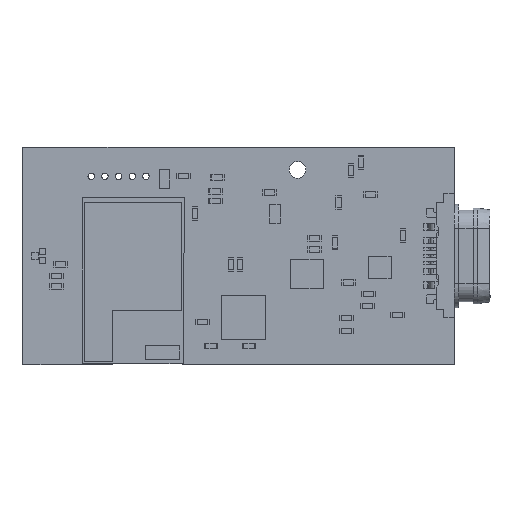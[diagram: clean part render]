
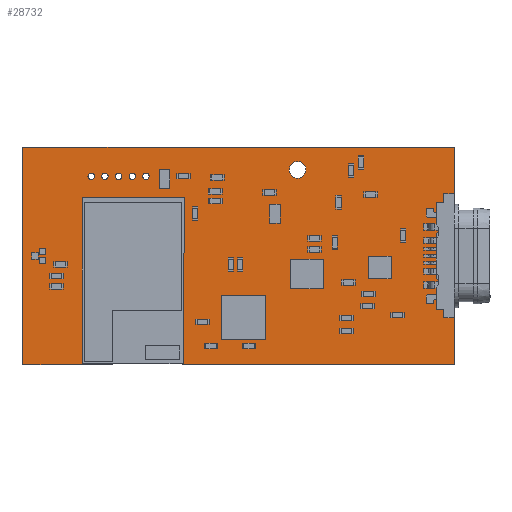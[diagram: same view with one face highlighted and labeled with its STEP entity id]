
A CAD part, top view. The second image highlights one B-rep face of the part: STEP entity #28732.
In plain terms, the highlighted planar face has unit normal (0, 0, 1).
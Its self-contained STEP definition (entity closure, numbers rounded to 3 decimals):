
#27987 = VERTEX_POINT('',#27988);
#27988 = CARTESIAN_POINT('',(0.,-0.075,
    0.));
#27994 = EDGE_CURVE('',#27987,#27995,#27997,.T.);
#27995 = VERTEX_POINT('',#27996);
#27996 = CARTESIAN_POINT('',(8.255,-0.075,0.
    ));
#27997 = LINE('',#27998,#27999);
#27998 = CARTESIAN_POINT('',(0.,-0.075,0.));
#27999 = VECTOR('',#28000,1.);
#28000 = DIRECTION('',(1.,0.,0.));
#28025 = EDGE_CURVE('',#27995,#28026,#28028,.T.);
#28026 = VERTEX_POINT('',#28027);
#28027 = CARTESIAN_POINT('',(8.328,-0.018,0.
    ));
#28028 = CIRCLE('',#28029,0.076);
#28029 = AXIS2_PLACEMENT_3D('',#28030,#28031,#28032);
#28030 = CARTESIAN_POINT('',(8.254,0.001,0.)
  );
#28031 = DIRECTION('',(0.,0.,1.));
#28032 = DIRECTION('',(0.009,-1.,0.));
#28058 = EDGE_CURVE('',#28026,#28059,#28061,.T.);
#28059 = VERTEX_POINT('',#28060);
#28060 = CARTESIAN_POINT('',(8.385,0.055,0.)
  );
#28061 = CIRCLE('',#28062,0.076);
#28062 = AXIS2_PLACEMENT_3D('',#28063,#28064,#28065);
#28063 = CARTESIAN_POINT('',(8.309,0.056,0.)
  );
#28064 = DIRECTION('',(0.,0.,1.));
#28065 = DIRECTION('',(0.251,-0.968,0.));
#28091 = EDGE_CURVE('',#28059,#28092,#28094,.T.);
#28092 = VERTEX_POINT('',#28093);
#28093 = CARTESIAN_POINT('',(8.385,4.905,0.));
#28094 = LINE('',#28095,#28096);
#28095 = CARTESIAN_POINT('',(8.385,0.055,0.)
  );
#28096 = VECTOR('',#28097,1.);
#28097 = DIRECTION('',(0.,1.,0.));
#28122 = EDGE_CURVE('',#28092,#28123,#28125,.T.);
#28123 = VERTEX_POINT('',#28124);
#28124 = CARTESIAN_POINT('',(14.798,4.905,0.));
#28125 = LINE('',#28126,#28127);
#28126 = CARTESIAN_POINT('',(8.385,4.905,0.));
#28127 = VECTOR('',#28128,1.);
#28128 = DIRECTION('',(1.,0.,0.));
#28153 = EDGE_CURVE('',#28123,#28154,#28156,.T.);
#28154 = VERTEX_POINT('',#28155);
#28155 = CARTESIAN_POINT('',(14.798,0.027,0.
    ));
#28156 = LINE('',#28157,#28158);
#28157 = CARTESIAN_POINT('',(14.798,4.905,0.));
#28158 = VECTOR('',#28159,1.);
#28159 = DIRECTION('',(0.,-1.,0.));
#28184 = EDGE_CURVE('',#28154,#28185,#28187,.T.);
#28185 = VERTEX_POINT('',#28186);
#28186 = CARTESIAN_POINT('',(14.835,-0.038,0.
    ));
#28187 = CIRCLE('',#28188,0.074);
#28188 = AXIS2_PLACEMENT_3D('',#28189,#28190,#28191);
#28189 = CARTESIAN_POINT('',(14.872,0.026,0.
    ));
#28190 = DIRECTION('',(0.,0.,1.));
#28191 = DIRECTION('',(-1.,0.011,0.));
#28217 = EDGE_CURVE('',#28185,#28218,#28220,.T.);
#28218 = VERTEX_POINT('',#28219);
#28219 = CARTESIAN_POINT('',(14.9,-0.075,0.
    ));
#28220 = CIRCLE('',#28221,0.074);
#28221 = AXIS2_PLACEMENT_3D('',#28222,#28223,#28224);
#28222 = CARTESIAN_POINT('',(14.899,-0.001,
    0.));
#28223 = DIRECTION('',(0.,0.,1.));
#28224 = DIRECTION('',(-0.865,-0.501,0.));
#28250 = EDGE_CURVE('',#28218,#28251,#28253,.T.);
#28251 = VERTEX_POINT('',#28252);
#28252 = CARTESIAN_POINT('',(40.,-0.075,0.));
#28253 = LINE('',#28254,#28255);
#28254 = CARTESIAN_POINT('',(14.9,-0.075,0.
    ));
#28255 = VECTOR('',#28256,1.);
#28256 = DIRECTION('',(1.,0.,0.));
#28281 = EDGE_CURVE('',#28251,#28282,#28284,.T.);
#28282 = VERTEX_POINT('',#28283);
#28283 = CARTESIAN_POINT('',(40.075,0.,
    0.));
#28284 = CIRCLE('',#28285,0.075);
#28285 = AXIS2_PLACEMENT_3D('',#28286,#28287,#28288);
#28286 = CARTESIAN_POINT('',(40.,0.,0.
    ));
#28287 = DIRECTION('',(0.,0.,1.));
#28288 = DIRECTION('',(0.001,-1.,0.));
#28314 = EDGE_CURVE('',#28282,#28315,#28317,.T.);
#28315 = VERTEX_POINT('',#28316);
#28316 = CARTESIAN_POINT('',(40.075,20.,0.));
#28317 = LINE('',#28318,#28319);
#28318 = CARTESIAN_POINT('',(40.075,0.,0.));
#28319 = VECTOR('',#28320,1.);
#28320 = DIRECTION('',(0.,1.,0.));
#28345 = EDGE_CURVE('',#28315,#28346,#28348,.T.);
#28346 = VERTEX_POINT('',#28347);
#28347 = CARTESIAN_POINT('',(40.,20.075,0.));
#28348 = CIRCLE('',#28349,0.075);
#28349 = AXIS2_PLACEMENT_3D('',#28350,#28351,#28352);
#28350 = CARTESIAN_POINT('',(40.,20.,0.));
#28351 = DIRECTION('',(0.,0.,1.));
#28352 = DIRECTION('',(1.,0.002,0.));
#28378 = EDGE_CURVE('',#28346,#28379,#28381,.T.);
#28379 = VERTEX_POINT('',#28380);
#28380 = CARTESIAN_POINT('',(0.,20.075,
    0.));
#28381 = LINE('',#28382,#28383);
#28382 = CARTESIAN_POINT('',(40.,20.075,0.));
#28383 = VECTOR('',#28384,1.);
#28384 = DIRECTION('',(-1.,0.,0.));
#28409 = EDGE_CURVE('',#28379,#28410,#28412,.T.);
#28410 = VERTEX_POINT('',#28411);
#28411 = CARTESIAN_POINT('',(-0.075,20.,0.));
#28412 = CIRCLE('',#28413,0.075);
#28413 = AXIS2_PLACEMENT_3D('',#28414,#28415,#28416);
#28414 = CARTESIAN_POINT('',(0.,20.,0.
    ));
#28415 = DIRECTION('',(0.,0.,1.));
#28416 = DIRECTION('',(-0.002,1.,0.));
#28442 = EDGE_CURVE('',#28410,#28443,#28445,.T.);
#28443 = VERTEX_POINT('',#28444);
#28444 = CARTESIAN_POINT('',(-0.075,0.,
    0.));
#28445 = LINE('',#28446,#28447);
#28446 = CARTESIAN_POINT('',(-0.075,20.,0.));
#28447 = VECTOR('',#28448,1.);
#28448 = DIRECTION('',(0.,-1.,0.));
#28473 = EDGE_CURVE('',#28443,#27987,#28474,.T.);
#28474 = CIRCLE('',#28475,0.075);
#28475 = AXIS2_PLACEMENT_3D('',#28476,#28477,#28478);
#28476 = CARTESIAN_POINT('',(0.,0.,
    0.));
#28477 = DIRECTION('',(0.,0.,1.));
#28478 = DIRECTION('',(-1.,-0.002,0.));
#28499 = VERTEX_POINT('',#28500);
#28500 = CARTESIAN_POINT('',(9.19,17.4,0.));
#28506 = EDGE_CURVE('',#28499,#28499,#28507,.T.);
#28507 = CIRCLE('',#28508,0.3);
#28508 = AXIS2_PLACEMENT_3D('',#28509,#28510,#28511);
#28509 = CARTESIAN_POINT('',(8.89,17.4,0.));
#28510 = DIRECTION('',(0.,0.,1.));
#28511 = DIRECTION('',(1.,0.,0.));
#28532 = VERTEX_POINT('',#28533);
#28533 = CARTESIAN_POINT('',(6.65,17.4,0.));
#28539 = EDGE_CURVE('',#28532,#28532,#28540,.T.);
#28540 = CIRCLE('',#28541,0.3);
#28541 = AXIS2_PLACEMENT_3D('',#28542,#28543,#28544);
#28542 = CARTESIAN_POINT('',(6.35,17.4,0.));
#28543 = DIRECTION('',(0.,0.,1.));
#28544 = DIRECTION('',(1.,0.,0.));
#28565 = VERTEX_POINT('',#28566);
#28566 = CARTESIAN_POINT('',(7.92,17.4,0.));
#28572 = EDGE_CURVE('',#28565,#28565,#28573,.T.);
#28573 = CIRCLE('',#28574,0.3);
#28574 = AXIS2_PLACEMENT_3D('',#28575,#28576,#28577);
#28575 = CARTESIAN_POINT('',(7.62,17.4,0.));
#28576 = DIRECTION('',(0.,0.,1.));
#28577 = DIRECTION('',(1.,0.,0.));
#28598 = VERTEX_POINT('',#28599);
#28599 = CARTESIAN_POINT('',(10.46,17.4,0.));
#28605 = EDGE_CURVE('',#28598,#28598,#28606,.T.);
#28606 = CIRCLE('',#28607,0.3);
#28607 = AXIS2_PLACEMENT_3D('',#28608,#28609,#28610);
#28608 = CARTESIAN_POINT('',(10.16,17.4,0.));
#28609 = DIRECTION('',(0.,0.,1.));
#28610 = DIRECTION('',(1.,0.,0.));
#28631 = VERTEX_POINT('',#28632);
#28632 = CARTESIAN_POINT('',(11.73,17.4,0.));
#28638 = EDGE_CURVE('',#28631,#28631,#28639,.T.);
#28639 = CIRCLE('',#28640,0.3);
#28640 = AXIS2_PLACEMENT_3D('',#28641,#28642,#28643);
#28641 = CARTESIAN_POINT('',(11.43,17.4,0.));
#28642 = DIRECTION('',(0.,0.,1.));
#28643 = DIRECTION('',(1.,0.,0.));
#28664 = VERTEX_POINT('',#28665);
#28665 = CARTESIAN_POINT('',(26.275,18.,0.));
#28671 = EDGE_CURVE('',#28664,#28664,#28672,.T.);
#28672 = CIRCLE('',#28673,0.775);
#28673 = AXIS2_PLACEMENT_3D('',#28674,#28675,#28676);
#28674 = CARTESIAN_POINT('',(25.5,18.,0.));
#28675 = DIRECTION('',(0.,0.,1.));
#28676 = DIRECTION('',(1.,0.,0.));
#28732 = ADVANCED_FACE('',(#28733,#28751,#28754,#28757,#28760,#28763,
    #28766),#28769,.F.);
#28733 = FACE_BOUND('',#28734,.T.);
#28734 = EDGE_LOOP('',(#28735,#28736,#28737,#28738,#28739,#28740,#28741,
    #28742,#28743,#28744,#28745,#28746,#28747,#28748,#28749,#28750));
#28735 = ORIENTED_EDGE('',*,*,#27994,.T.);
#28736 = ORIENTED_EDGE('',*,*,#28025,.T.);
#28737 = ORIENTED_EDGE('',*,*,#28058,.T.);
#28738 = ORIENTED_EDGE('',*,*,#28091,.T.);
#28739 = ORIENTED_EDGE('',*,*,#28122,.T.);
#28740 = ORIENTED_EDGE('',*,*,#28153,.T.);
#28741 = ORIENTED_EDGE('',*,*,#28184,.T.);
#28742 = ORIENTED_EDGE('',*,*,#28217,.T.);
#28743 = ORIENTED_EDGE('',*,*,#28250,.T.);
#28744 = ORIENTED_EDGE('',*,*,#28281,.T.);
#28745 = ORIENTED_EDGE('',*,*,#28314,.T.);
#28746 = ORIENTED_EDGE('',*,*,#28345,.T.);
#28747 = ORIENTED_EDGE('',*,*,#28378,.T.);
#28748 = ORIENTED_EDGE('',*,*,#28409,.T.);
#28749 = ORIENTED_EDGE('',*,*,#28442,.T.);
#28750 = ORIENTED_EDGE('',*,*,#28473,.T.);
#28751 = FACE_BOUND('',#28752,.F.);
#28752 = EDGE_LOOP('',(#28753));
#28753 = ORIENTED_EDGE('',*,*,#28506,.T.);
#28754 = FACE_BOUND('',#28755,.F.);
#28755 = EDGE_LOOP('',(#28756));
#28756 = ORIENTED_EDGE('',*,*,#28539,.T.);
#28757 = FACE_BOUND('',#28758,.F.);
#28758 = EDGE_LOOP('',(#28759));
#28759 = ORIENTED_EDGE('',*,*,#28572,.T.);
#28760 = FACE_BOUND('',#28761,.F.);
#28761 = EDGE_LOOP('',(#28762));
#28762 = ORIENTED_EDGE('',*,*,#28605,.T.);
#28763 = FACE_BOUND('',#28764,.F.);
#28764 = EDGE_LOOP('',(#28765));
#28765 = ORIENTED_EDGE('',*,*,#28638,.T.);
#28766 = FACE_BOUND('',#28767,.F.);
#28767 = EDGE_LOOP('',(#28768));
#28768 = ORIENTED_EDGE('',*,*,#28671,.T.);
#28769 = PLANE('',#28770);
#28770 = AXIS2_PLACEMENT_3D('',#28771,#28772,#28773);
#28771 = CARTESIAN_POINT('',(0.,-0.075,0.));
#28772 = DIRECTION('',(0.,0.,-1.));
#28773 = DIRECTION('',(-1.,0.,0.));
